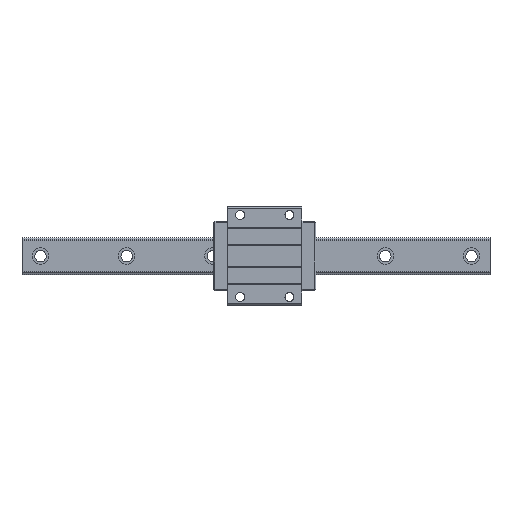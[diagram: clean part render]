
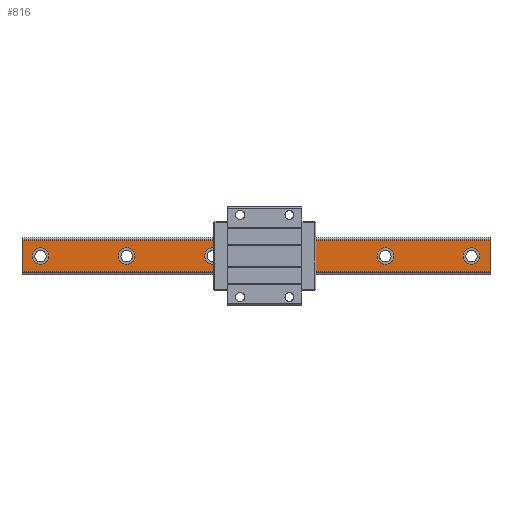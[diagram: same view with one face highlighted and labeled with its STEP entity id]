
A CAD part, top view. The second image highlights one B-rep face of the part: STEP entity #816.
In plain terms, the highlighted planar face has unit normal (0, 0, 1).
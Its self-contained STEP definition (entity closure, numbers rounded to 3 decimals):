
#111=FACE_BOUND('',#1307,.T.);
#112=FACE_BOUND('',#1308,.T.);
#113=FACE_BOUND('',#1309,.T.);
#114=FACE_BOUND('',#1310,.T.);
#115=FACE_BOUND('',#1311,.T.);
#116=FACE_BOUND('',#1312,.T.);
#117=FACE_BOUND('',#1313,.T.);
#331=LINE('',#5529,#578);
#332=LINE('',#5545,#579);
#333=LINE('',#5547,#580);
#334=LINE('',#5549,#581);
#578=VECTOR('',#4376,1.);
#579=VECTOR('',#4393,1.);
#580=VECTOR('',#4394,1.);
#581=VECTOR('',#4395,1.);
#816=ADVANCED_FACE('',(#111,#112,#113,#114,#115,#116,#117),#1011,.F.);
#1011=PLANE('',#3889);
#1307=EDGE_LOOP('',(#1843));
#1308=EDGE_LOOP('',(#1844));
#1309=EDGE_LOOP('',(#1845));
#1310=EDGE_LOOP('',(#1846));
#1311=EDGE_LOOP('',(#1847));
#1312=EDGE_LOOP('',(#1848));
#1313=EDGE_LOOP('',(#1849,#1850,#1851,#1852));
#1559=CIRCLE('',#3883,10.);
#1560=CIRCLE('',#3884,10.);
#1561=CIRCLE('',#3885,10.);
#1562=CIRCLE('',#3886,10.);
#1563=CIRCLE('',#3887,10.);
#1564=CIRCLE('',#3888,10.);
#1843=ORIENTED_EDGE('',*,*,#3260,.T.);
#1844=ORIENTED_EDGE('',*,*,#3261,.T.);
#1845=ORIENTED_EDGE('',*,*,#3262,.T.);
#1846=ORIENTED_EDGE('',*,*,#3263,.T.);
#1847=ORIENTED_EDGE('',*,*,#3264,.T.);
#1848=ORIENTED_EDGE('',*,*,#3265,.T.);
#1849=ORIENTED_EDGE('',*,*,#3266,.T.);
#1850=ORIENTED_EDGE('',*,*,#3267,.F.);
#1851=ORIENTED_EDGE('',*,*,#3268,.F.);
#1852=ORIENTED_EDGE('',*,*,#3258,.T.);
#2847=VERTEX_POINT('',#5528);
#2848=VERTEX_POINT('',#5530);
#2849=VERTEX_POINT('',#5534);
#2850=VERTEX_POINT('',#5536);
#2851=VERTEX_POINT('',#5538);
#2852=VERTEX_POINT('',#5540);
#2853=VERTEX_POINT('',#5542);
#2854=VERTEX_POINT('',#5544);
#2855=VERTEX_POINT('',#5546);
#2856=VERTEX_POINT('',#5548);
#3258=EDGE_CURVE('',#2848,#2847,#331,.T.);
#3260=EDGE_CURVE('',#2849,#2849,#1559,.T.);
#3261=EDGE_CURVE('',#2850,#2850,#1560,.T.);
#3262=EDGE_CURVE('',#2851,#2851,#1561,.T.);
#3263=EDGE_CURVE('',#2852,#2852,#1562,.T.);
#3264=EDGE_CURVE('',#2853,#2853,#1563,.T.);
#3265=EDGE_CURVE('',#2854,#2854,#1564,.T.);
#3266=EDGE_CURVE('',#2847,#2855,#332,.T.);
#3267=EDGE_CURVE('',#2856,#2855,#333,.T.);
#3268=EDGE_CURVE('',#2848,#2856,#334,.T.);
#3883=AXIS2_PLACEMENT_3D('',#5533,#4381,#4382);
#3884=AXIS2_PLACEMENT_3D('',#5535,#4383,#4384);
#3885=AXIS2_PLACEMENT_3D('',#5537,#4385,#4386);
#3886=AXIS2_PLACEMENT_3D('',#5539,#4387,#4388);
#3887=AXIS2_PLACEMENT_3D('',#5541,#4389,#4390);
#3888=AXIS2_PLACEMENT_3D('',#5543,#4391,#4392);
#3889=AXIS2_PLACEMENT_3D('',#5550,#4396,#4397);
#4376=DIRECTION('',(1.,0.,0.));
#4381=DIRECTION('',(0.,0.,-1.));
#4382=DIRECTION('',(-1.,0.,0.));
#4383=DIRECTION('',(0.,0.,-1.));
#4384=DIRECTION('',(-1.,0.,0.));
#4385=DIRECTION('',(0.,0.,-1.));
#4386=DIRECTION('',(-1.,0.,0.));
#4387=DIRECTION('',(0.,0.,-1.));
#4388=DIRECTION('',(-1.,0.,0.));
#4389=DIRECTION('',(0.,0.,-1.));
#4390=DIRECTION('',(-1.,0.,0.));
#4391=DIRECTION('',(0.,0.,-1.));
#4392=DIRECTION('',(-1.,0.,0.));
#4393=DIRECTION('',(0.,1.,0.));
#4394=DIRECTION('',(1.,0.,0.));
#4395=DIRECTION('',(0.,1.,0.));
#4396=DIRECTION('',(0.,0.,-1.));
#4397=DIRECTION('',(-1.,0.,0.));
#5528=CARTESIAN_POINT('',(384.994,-1540.036,32.));
#5529=CARTESIAN_POINT('',(-0.006,-1540.036,32.));
#5530=CARTESIAN_POINT('',(-185.006,-1540.036,32.));
#5533=CARTESIAN_POINT('',(362.494,-1520.846,32.));
#5534=CARTESIAN_POINT('',(352.494,-1520.846,32.));
#5535=CARTESIAN_POINT('',(257.494,-1520.846,32.));
#5536=CARTESIAN_POINT('',(247.494,-1520.846,32.));
#5537=CARTESIAN_POINT('',(152.494,-1520.846,32.));
#5538=CARTESIAN_POINT('',(142.494,-1520.846,32.));
#5539=CARTESIAN_POINT('',(47.494,-1520.846,32.));
#5540=CARTESIAN_POINT('',(37.494,-1520.846,32.));
#5541=CARTESIAN_POINT('',(-57.506,-1520.846,32.));
#5542=CARTESIAN_POINT('',(-67.506,-1520.846,32.));
#5543=CARTESIAN_POINT('',(-162.506,-1520.846,32.));
#5544=CARTESIAN_POINT('',(-172.506,-1520.846,32.));
#5545=CARTESIAN_POINT('',(384.994,-1540.036,32.));
#5546=CARTESIAN_POINT('',(384.994,-1501.656,32.));
#5547=CARTESIAN_POINT('',(-0.006,-1501.656,32.));
#5548=CARTESIAN_POINT('',(-185.006,-1501.656,32.));
#5549=CARTESIAN_POINT('',(-185.006,-1540.036,32.));
#5550=CARTESIAN_POINT('',(-0.006,-1540.036,32.));
